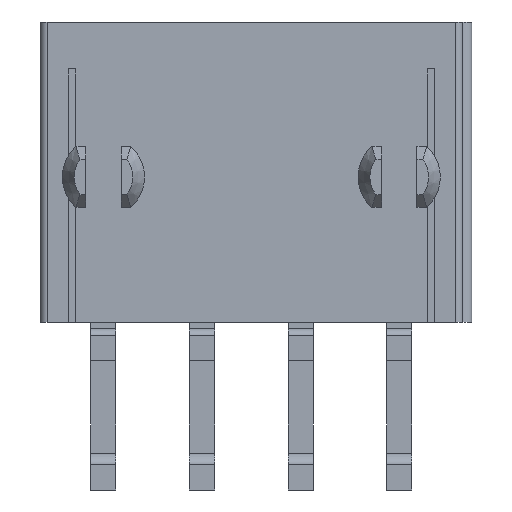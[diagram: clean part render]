
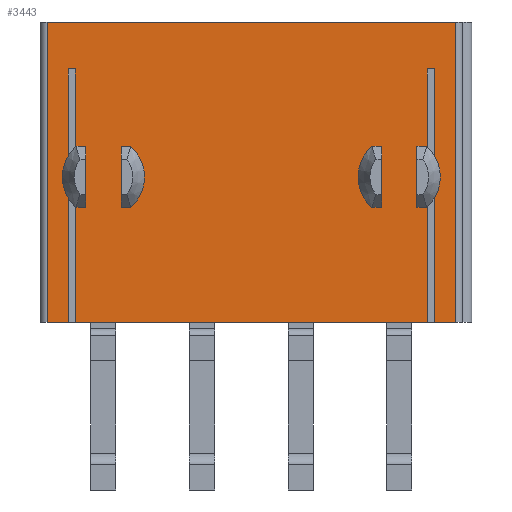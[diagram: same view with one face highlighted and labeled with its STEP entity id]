
A CAD part, front view. The second image highlights one B-rep face of the part: STEP entity #3443.
In plain terms, the highlighted planar face has unit normal (0, -1, 0).
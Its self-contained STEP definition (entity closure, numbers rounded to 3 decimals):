
#22=DIRECTION('',(-1.,0.,0.));
#23=VECTOR('',#22,17.4);
#24=CARTESIAN_POINT('',(8.7,0.4,0.));
#25=LINE('',#24,#23);
#249=DIRECTION('',(0.,0.,1.));
#250=VECTOR('',#249,12.8);
#251=CARTESIAN_POINT('',(-8.7,0.4,-12.8));
#252=LINE('',#251,#250);
#258=DIRECTION('',(0.,0.,-1.));
#259=VECTOR('',#258,2.598);
#260=CARTESIAN_POINT('',(5.55,0.4,-5.301));
#261=LINE('',#260,#259);
#262=DIRECTION('',(0.,0.,1.));
#263=VECTOR('',#262,2.598);
#264=CARTESIAN_POINT('',(-5.55,0.4,-7.899));
#265=LINE('',#264,#263);
#266=DIRECTION('',(-1.,0.,0.));
#267=VECTOR('',#266,0.3);
#268=CARTESIAN_POINT('',(7.8,0.4,-2.));
#269=LINE('',#268,#267);
#270=DIRECTION('',(0.,0.,1.));
#271=VECTOR('',#270,3.7);
#272=CARTESIAN_POINT('',(7.5,0.4,-5.7));
#273=LINE('',#272,#271);
#274=DIRECTION('',(0.,0.,1.));
#275=VECTOR('',#274,2.598);
#276=CARTESIAN_POINT('',(7.05,0.4,-7.899));
#277=LINE('',#276,#275);
#278=DIRECTION('',(0.,0.,1.));
#279=VECTOR('',#278,5.3);
#280=CARTESIAN_POINT('',(7.5,0.4,-12.8));
#281=LINE('',#280,#279);
#282=DIRECTION('',(0.,0.,1.));
#283=VECTOR('',#282,5.3);
#284=CARTESIAN_POINT('',(-7.5,0.4,-12.8));
#285=LINE('',#284,#283);
#286=DIRECTION('',(0.,0.,-1.));
#287=VECTOR('',#286,2.598);
#288=CARTESIAN_POINT('',(-7.05,0.4,-5.301));
#289=LINE('',#288,#287);
#290=DIRECTION('',(0.,0.,1.));
#291=VECTOR('',#290,3.7);
#292=CARTESIAN_POINT('',(-7.5,0.4,-5.7));
#293=LINE('',#292,#291);
#294=DIRECTION('',(-1.,0.,0.));
#295=VECTOR('',#294,0.3);
#296=CARTESIAN_POINT('',(-7.5,0.4,-2.));
#297=LINE('',#296,#295);
#298=DIRECTION('',(0.,0.,1.));
#299=VECTOR('',#298,10.8);
#300=CARTESIAN_POINT('',(-7.8,0.4,-12.8));
#301=LINE('',#300,#299);
#302=DIRECTION('',(0.,0.,1.));
#303=VECTOR('',#302,10.8);
#304=CARTESIAN_POINT('',(7.8,0.4,-12.8));
#305=LINE('',#304,#303);
#311=CARTESIAN_POINT('',(6.3,0.4,-6.6));
#312=DIRECTION('',(0.,1.,0.));
#313=DIRECTION('',(-0.5,0.,-0.866));
#314=AXIS2_PLACEMENT_3D('',#311,#312,#313);
#316=CARTESIAN_POINT('',(6.3,0.4,-6.6));
#317=DIRECTION('',(0.,1.,0.));
#318=DIRECTION('',(0.8,0.,-0.6));
#319=AXIS2_PLACEMENT_3D('',#316,#317,#318);
#326=CARTESIAN_POINT('',(6.3,0.4,-6.6));
#327=DIRECTION('',(0.,1.,0.));
#328=DIRECTION('',(0.5,0.,0.866));
#329=AXIS2_PLACEMENT_3D('',#326,#327,#328);
#631=CARTESIAN_POINT('',(-6.3,0.4,-6.6));
#632=DIRECTION('',(0.,1.,0.));
#633=DIRECTION('',(0.5,0.,0.866));
#634=AXIS2_PLACEMENT_3D('',#631,#632,#633);
#641=CARTESIAN_POINT('',(-6.3,0.4,-6.6));
#642=DIRECTION('',(0.,1.,0.));
#643=DIRECTION('',(-0.8,0.,0.6));
#644=AXIS2_PLACEMENT_3D('',#641,#642,#643);
#651=CARTESIAN_POINT('',(-6.3,0.4,-6.6));
#652=DIRECTION('',(0.,1.,0.));
#653=DIRECTION('',(-0.5,0.,-0.866));
#654=AXIS2_PLACEMENT_3D('',#651,#652,#653);
#684=DIRECTION('',(-1.,0.,0.));
#685=VECTOR('',#684,0.9);
#686=CARTESIAN_POINT('',(-7.8,0.4,-12.8));
#687=LINE('',#686,#685);
#692=DIRECTION('',(-1.,0.,0.));
#693=VECTOR('',#692,15.);
#694=CARTESIAN_POINT('',(7.5,0.4,-12.8));
#695=LINE('',#694,#693);
#700=DIRECTION('',(-1.,0.,0.));
#701=VECTOR('',#700,0.9);
#702=CARTESIAN_POINT('',(8.7,0.4,-12.8));
#703=LINE('',#702,#701);
#949=DIRECTION('',(0.,0.,1.));
#950=VECTOR('',#949,12.8);
#951=CARTESIAN_POINT('',(8.7,0.4,-12.8));
#952=LINE('',#951,#950);
#2569=CARTESIAN_POINT('',(8.7,0.4,-12.8));
#2570=CARTESIAN_POINT('',(8.7,0.4,0.));
#2571=VERTEX_POINT('',#2569);
#2572=VERTEX_POINT('',#2570);
#2597=CARTESIAN_POINT('',(-8.7,0.4,0.));
#2598=VERTEX_POINT('',#2597);
#2599=CARTESIAN_POINT('',(-8.7,0.4,-12.8));
#2600=VERTEX_POINT('',#2599);
#2601=CARTESIAN_POINT('',(5.55,0.4,-5.301));
#2602=CARTESIAN_POINT('',(5.55,0.4,-7.899));
#2603=VERTEX_POINT('',#2601);
#2604=VERTEX_POINT('',#2602);
#2605=CARTESIAN_POINT('',(7.05,0.4,-7.899));
#2606=CARTESIAN_POINT('',(7.05,0.4,-5.301));
#2607=VERTEX_POINT('',#2605);
#2608=VERTEX_POINT('',#2606);
#2653=CARTESIAN_POINT('',(-7.05,0.4,-5.301));
#2654=CARTESIAN_POINT('',(-7.05,0.4,-7.899));
#2655=VERTEX_POINT('',#2653);
#2656=VERTEX_POINT('',#2654);
#2657=CARTESIAN_POINT('',(-5.55,0.4,-7.899));
#2658=CARTESIAN_POINT('',(-5.55,0.4,-5.301));
#2659=VERTEX_POINT('',#2657);
#2660=VERTEX_POINT('',#2658);
#2721=CARTESIAN_POINT('',(7.8,0.4,-2.));
#2722=CARTESIAN_POINT('',(7.5,0.4,-2.));
#2723=VERTEX_POINT('',#2721);
#2724=VERTEX_POINT('',#2722);
#2725=CARTESIAN_POINT('',(7.5,0.4,-12.8));
#2726=CARTESIAN_POINT('',(7.5,0.4,-7.5));
#2727=VERTEX_POINT('',#2725);
#2728=VERTEX_POINT('',#2726);
#2729=CARTESIAN_POINT('',(7.8,0.4,-12.8));
#2730=VERTEX_POINT('',#2729);
#2731=CARTESIAN_POINT('',(-7.8,0.4,-12.8));
#2732=CARTESIAN_POINT('',(-7.8,0.4,-2.));
#2733=VERTEX_POINT('',#2731);
#2734=VERTEX_POINT('',#2732);
#2735=CARTESIAN_POINT('',(-7.5,0.4,-12.8));
#2736=CARTESIAN_POINT('',(-7.5,0.4,-7.5));
#2737=VERTEX_POINT('',#2735);
#2738=VERTEX_POINT('',#2736);
#2739=CARTESIAN_POINT('',(-7.5,0.4,-2.));
#2740=VERTEX_POINT('',#2739);
#2741=CARTESIAN_POINT('',(7.5,0.4,-5.7));
#2742=VERTEX_POINT('',#2741);
#2743=CARTESIAN_POINT('',(-7.5,0.4,-5.7));
#2744=VERTEX_POINT('',#2743);
#3386=CARTESIAN_POINT('',(9.,0.4,0.));
#3387=DIRECTION('',(0.,-1.,0.));
#3388=DIRECTION('',(-1.,0.,0.));
#3389=AXIS2_PLACEMENT_3D('',#3386,#3387,#3388);
#3390=PLANE('',#3389);
#3392=ORIENTED_EDGE('',*,*,#3391,.T.);
#3394=ORIENTED_EDGE('',*,*,#3393,.F.);
#3396=ORIENTED_EDGE('',*,*,#3395,.F.);
#3398=ORIENTED_EDGE('',*,*,#3397,.F.);
#3400=ORIENTED_EDGE('',*,*,#3399,.F.);
#3402=ORIENTED_EDGE('',*,*,#3401,.F.);
#3404=ORIENTED_EDGE('',*,*,#3403,.T.);
#3406=ORIENTED_EDGE('',*,*,#3405,.T.);
#3408=ORIENTED_EDGE('',*,*,#3407,.F.);
#3410=ORIENTED_EDGE('',*,*,#3409,.F.);
#3412=ORIENTED_EDGE('',*,*,#3411,.F.);
#3414=ORIENTED_EDGE('',*,*,#3413,.T.);
#3416=ORIENTED_EDGE('',*,*,#3415,.T.);
#3418=ORIENTED_EDGE('',*,*,#3417,.F.);
#3420=ORIENTED_EDGE('',*,*,#3419,.T.);
#3421=ORIENTED_EDGE('',*,*,#3379,.T.);
#3422=ORIENTED_EDGE('',*,*,#3184,.F.);
#3424=ORIENTED_EDGE('',*,*,#3423,.F.);
#3426=ORIENTED_EDGE('',*,*,#3425,.T.);
#3428=ORIENTED_EDGE('',*,*,#3427,.T.);
#3429=EDGE_LOOP('',(#3392,#3394,#3396,#3398,#3400,#3402,#3404,#3406,#3408,#3410,
#3412,#3414,#3416,#3418,#3420,#3421,#3422,#3424,#3426,#3428));
#3430=FACE_OUTER_BOUND('',#3429,.F.);
#3432=ORIENTED_EDGE('',*,*,#3431,.F.);
#3434=ORIENTED_EDGE('',*,*,#3433,.F.);
#3435=EDGE_LOOP('',(#3432,#3434));
#3436=FACE_BOUND('',#3435,.F.);
#3438=ORIENTED_EDGE('',*,*,#3437,.F.);
#3440=ORIENTED_EDGE('',*,*,#3439,.F.);
#3441=EDGE_LOOP('',(#3438,#3440));
#3442=FACE_BOUND('',#3441,.F.);
#3443=ADVANCED_FACE('',(#3430,#3436,#3442),#3390,.T.);
#315=CIRCLE('',#314,1.5);
#320=CIRCLE('',#319,1.5);
#330=CIRCLE('',#329,1.5);
#635=CIRCLE('',#634,1.5);
#645=CIRCLE('',#644,1.5);
#655=CIRCLE('',#654,1.5);
#3184=EDGE_CURVE('',#2572,#2598,#25,.T.);
#3379=EDGE_CURVE('',#2600,#2598,#252,.T.);
#3391=EDGE_CURVE('',#2723,#2724,#269,.T.);
#3393=EDGE_CURVE('',#2742,#2724,#273,.T.);
#3395=EDGE_CURVE('',#2608,#2742,#330,.T.);
#3397=EDGE_CURVE('',#2607,#2608,#277,.T.);
#3399=EDGE_CURVE('',#2728,#2607,#320,.T.);
#3401=EDGE_CURVE('',#2727,#2728,#281,.T.);
#3403=EDGE_CURVE('',#2727,#2737,#695,.T.);
#3405=EDGE_CURVE('',#2737,#2738,#285,.T.);
#3407=EDGE_CURVE('',#2656,#2738,#655,.T.);
#3409=EDGE_CURVE('',#2655,#2656,#289,.T.);
#3411=EDGE_CURVE('',#2744,#2655,#645,.T.);
#3413=EDGE_CURVE('',#2744,#2740,#293,.T.);
#3415=EDGE_CURVE('',#2740,#2734,#297,.T.);
#3417=EDGE_CURVE('',#2733,#2734,#301,.T.);
#3419=EDGE_CURVE('',#2733,#2600,#687,.T.);
#3423=EDGE_CURVE('',#2571,#2572,#952,.T.);
#3425=EDGE_CURVE('',#2571,#2730,#703,.T.);
#3427=EDGE_CURVE('',#2730,#2723,#305,.T.);
#3431=EDGE_CURVE('',#2660,#2659,#635,.T.);
#3433=EDGE_CURVE('',#2659,#2660,#265,.T.);
#3437=EDGE_CURVE('',#2604,#2603,#315,.T.);
#3439=EDGE_CURVE('',#2603,#2604,#261,.T.);
